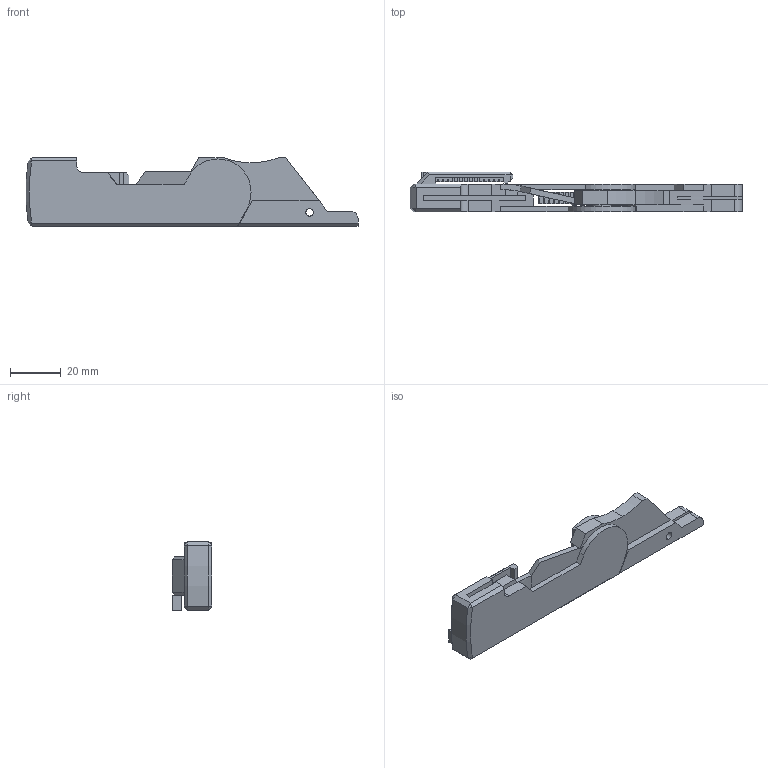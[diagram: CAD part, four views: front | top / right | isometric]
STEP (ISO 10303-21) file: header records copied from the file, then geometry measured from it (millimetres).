
FILE_DESCRIPTION (( 'STEP AP203' ), '1' );
FILE_NAME ('EAB3.STEP', '2016-07-25T13:13:03', ( '' ), ( '' ), 'SwSTEP 2.0', 'SolidWorks 2015', '' );
FILE_SCHEMA (( 'CONFIG_CONTROL_DESIGN' ));
Length unit declared in the file: millimetre
Products named in the file (3): EAB3_Body; EAB3_BladeHolder; EAB3
Assembly tree (2 placements, depth 2):
  EAB3
    EAB3_Body
    EAB3_BladeHolder
Bounding box: 130.39 x 15.6 x 27 mm (x, y, z)
Volume: 23666.2 mm3; surface area: 16656.7 mm2
Topology: 2 solids, 2 shells, 272 faces, 825 edges, 510 vertices
Faces by surface type: plane 244, cylinder 22, sphere 4, cone 2
Entity records: 9368 total; most frequent: ORIENTED_EDGE 1650, CARTESIAN_POINT 1624, DIRECTION 1429, EDGE_CURVE 825, LINE 767, VECTOR 767, VERTEX_POINT 510, AXIS2_PLACEMENT_3D 331
